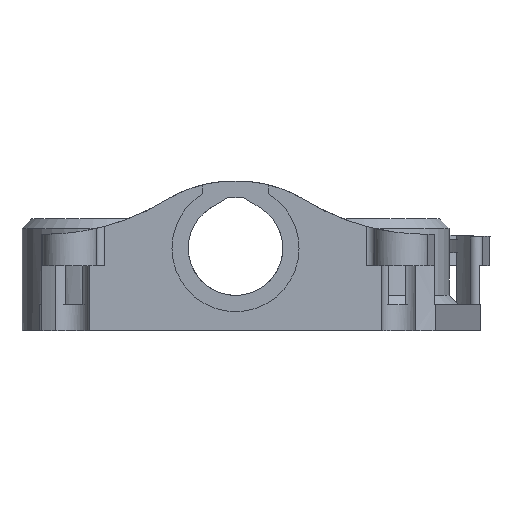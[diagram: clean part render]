
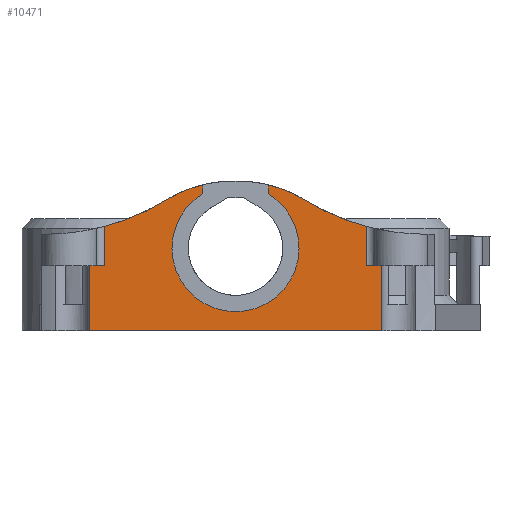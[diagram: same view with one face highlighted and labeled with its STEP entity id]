
A CAD part, front view. The second image highlights one B-rep face of the part: STEP entity #10471.
In plain terms, the highlighted planar face has unit normal (0, -1, 0).
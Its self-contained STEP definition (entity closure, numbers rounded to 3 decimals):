
#223=CIRCLE('',#10759,9.75);
#224=CIRCLE('',#10764,20.018);
#225=CIRCLE('',#10767,20.018);
#251=CIRCLE('',#10825,35.);
#252=CIRCLE('',#10835,35.);
#1954=FACE_OUTER_BOUND('',#2548,.T.);
#2548=EDGE_LOOP('',(#9633,#9634,#9635,#9636,#9637,#9638,#9639,#9640,#9641,
#9642,#9643,#9644,#9645,#9646));
#3060=LINE('',#21276,#3731);
#3186=LINE('',#23429,#3857);
#3191=LINE('',#23439,#3862);
#3236=LINE('',#23810,#3907);
#3237=LINE('',#23813,#3908);
#3238=LINE('',#23814,#3909);
#3239=LINE('',#23816,#3910);
#3240=LINE('',#23818,#3911);
#3241=LINE('',#23819,#3912);
#3731=VECTOR('',#11523,10.);
#3857=VECTOR('',#11981,10.);
#3862=VECTOR('',#11992,10.);
#3907=VECTOR('',#12199,10.);
#3908=VECTOR('',#12202,10.);
#3909=VECTOR('',#12203,10.);
#3910=VECTOR('',#12204,10.);
#3911=VECTOR('',#12205,10.);
#3912=VECTOR('',#12206,10.);
#4674=VERTEX_POINT('',#21273);
#4675=VERTEX_POINT('',#21275);
#4927=VERTEX_POINT('',#23427);
#4928=VERTEX_POINT('',#23428);
#4929=VERTEX_POINT('',#23433);
#4930=VERTEX_POINT('',#23437);
#4931=VERTEX_POINT('',#23446);
#4932=VERTEX_POINT('',#23453);
#4957=VERTEX_POINT('',#23630);
#4965=VERTEX_POINT('',#23754);
#4968=VERTEX_POINT('',#23808);
#4969=VERTEX_POINT('',#23812);
#4970=VERTEX_POINT('',#23815);
#4971=VERTEX_POINT('',#23817);
#6099=EDGE_CURVE('',#4675,#4674,#3060,.T.);
#6446=EDGE_CURVE('',#4927,#4928,#3186,.T.);
#6449=EDGE_CURVE('',#4929,#4927,#223,.T.);
#6452=EDGE_CURVE('',#4930,#4929,#3191,.T.);
#6456=EDGE_CURVE('',#4928,#4931,#224,.T.);
#6461=EDGE_CURVE('',#4932,#4930,#225,.T.);
#6524=EDGE_CURVE('',#4957,#4932,#251,.T.);
#6540=EDGE_CURVE('',#4931,#4965,#252,.T.);
#6548=EDGE_CURVE('',#4957,#4968,#3236,.T.);
#6549=EDGE_CURVE('',#4969,#4968,#3237,.T.);
#6550=EDGE_CURVE('',#4675,#4969,#3238,.T.);
#6551=EDGE_CURVE('',#4674,#4970,#3239,.T.);
#6552=EDGE_CURVE('',#4971,#4970,#3240,.T.);
#6553=EDGE_CURVE('',#4965,#4971,#3241,.T.);
#9633=ORIENTED_EDGE('',*,*,#6446,.F.);
#9634=ORIENTED_EDGE('',*,*,#6449,.F.);
#9635=ORIENTED_EDGE('',*,*,#6452,.F.);
#9636=ORIENTED_EDGE('',*,*,#6461,.F.);
#9637=ORIENTED_EDGE('',*,*,#6524,.F.);
#9638=ORIENTED_EDGE('',*,*,#6548,.T.);
#9639=ORIENTED_EDGE('',*,*,#6549,.F.);
#9640=ORIENTED_EDGE('',*,*,#6550,.F.);
#9641=ORIENTED_EDGE('',*,*,#6099,.T.);
#9642=ORIENTED_EDGE('',*,*,#6551,.T.);
#9643=ORIENTED_EDGE('',*,*,#6552,.F.);
#9644=ORIENTED_EDGE('',*,*,#6553,.F.);
#9645=ORIENTED_EDGE('',*,*,#6540,.F.);
#9646=ORIENTED_EDGE('',*,*,#6456,.F.);
#9935=PLANE('',#10842);
#10471=ADVANCED_FACE('',(#1954),#9935,.F.);
#10759=AXIS2_PLACEMENT_3D('',#23434,#11986,#11987);
#10764=AXIS2_PLACEMENT_3D('',#23447,#12002,#12003);
#10767=AXIS2_PLACEMENT_3D('',#23455,#12012,#12013);
#10825=AXIS2_PLACEMENT_3D('',#23641,#12158,#12159);
#10835=AXIS2_PLACEMENT_3D('',#23755,#12184,#12185);
#10842=AXIS2_PLACEMENT_3D('',#23811,#12200,#12201);
#11523=DIRECTION('',(1.,0.,0.));
#11981=DIRECTION('',(0.,0.,1.));
#11986=DIRECTION('center_axis',(0.,-1.,
0.));
#11987=DIRECTION('ref_axis',(1.,0.,0.));
#11992=DIRECTION('',(0.,0.,-1.));
#12002=DIRECTION('center_axis',(0.,1.,
0.));
#12003=DIRECTION('ref_axis',(0.,0.,
1.));
#12012=DIRECTION('center_axis',(0.,1.,
0.));
#12013=DIRECTION('ref_axis',(-0.523,0.,0.852));
#12158=DIRECTION('center_axis',(0.,-1.,
0.));
#12159=DIRECTION('ref_axis',(0.523,0.,-0.852));
#12184=DIRECTION('center_axis',(0.,-1.,
0.));
#12185=DIRECTION('ref_axis',(-0.057,0.,-0.998));
#12199=DIRECTION('',(0.,0.,-1.));
#12200=DIRECTION('center_axis',(0.,1.,
0.));
#12201=DIRECTION('ref_axis',(-1.,0.,0.));
#12202=DIRECTION('',(1.,0.,0.));
#12203=DIRECTION('',(0.,0.,1.));
#12204=DIRECTION('',(0.,0.,1.));
#12205=DIRECTION('',(1.,0.,0.));
#12206=DIRECTION('',(0.,0.,-1.));
#21273=CARTESIAN_POINT('',(22.4,-21.4,-42.4));
#21275=CARTESIAN_POINT('',(-22.4,-21.4,-42.4));
#21276=CARTESIAN_POINT('',(19.943,-21.4,-42.4));
#23427=CARTESIAN_POINT('',(5.,-21.4,-21.33));
#23428=CARTESIAN_POINT('',(5.,-21.4,-19.972));
#23429=CARTESIAN_POINT('',(5.,-21.4,-31.865));
#23433=CARTESIAN_POINT('',(-5.,-21.4,-21.33));
#23434=CARTESIAN_POINT('Origin',(0.,-21.4,
-29.7));
#23437=CARTESIAN_POINT('',(-5.,-21.4,-19.972));
#23439=CARTESIAN_POINT('',(-5.,-21.4,-31.151));
#23446=CARTESIAN_POINT('',(10.717,-21.4,-22.355));
#23447=CARTESIAN_POINT('Origin',(0.25,-21.4,-39.418));
#23453=CARTESIAN_POINT('',(-10.717,-21.4,-22.355));
#23455=CARTESIAN_POINT('Origin',(-0.25,-21.4,-39.418));
#23630=CARTESIAN_POINT('',(-20.135,-21.4,-26.375));
#23641=CARTESIAN_POINT('Origin',(-29.019,-21.4,7.479));
#23754=CARTESIAN_POINT('',(20.135,-21.4,-26.375));
#23755=CARTESIAN_POINT('Origin',(29.019,-21.4,7.479));
#23808=CARTESIAN_POINT('',(-20.135,-21.4,-32.4));
#23810=CARTESIAN_POINT('',(-20.135,-21.4,-42.4));
#23811=CARTESIAN_POINT('Origin',(22.4,-21.4,-42.4));
#23812=CARTESIAN_POINT('',(-22.4,-21.4,-32.4));
#23813=CARTESIAN_POINT('',(-20.135,-21.4,-32.4));
#23814=CARTESIAN_POINT('',(-22.4,-21.4,-42.4));
#23815=CARTESIAN_POINT('',(22.4,-21.4,-32.4));
#23816=CARTESIAN_POINT('',(22.4,-21.4,-42.4));
#23817=CARTESIAN_POINT('',(20.135,-21.4,-32.4));
#23818=CARTESIAN_POINT('',(20.135,-21.4,-32.4));
#23819=CARTESIAN_POINT('',(20.135,-21.4,-42.4));
